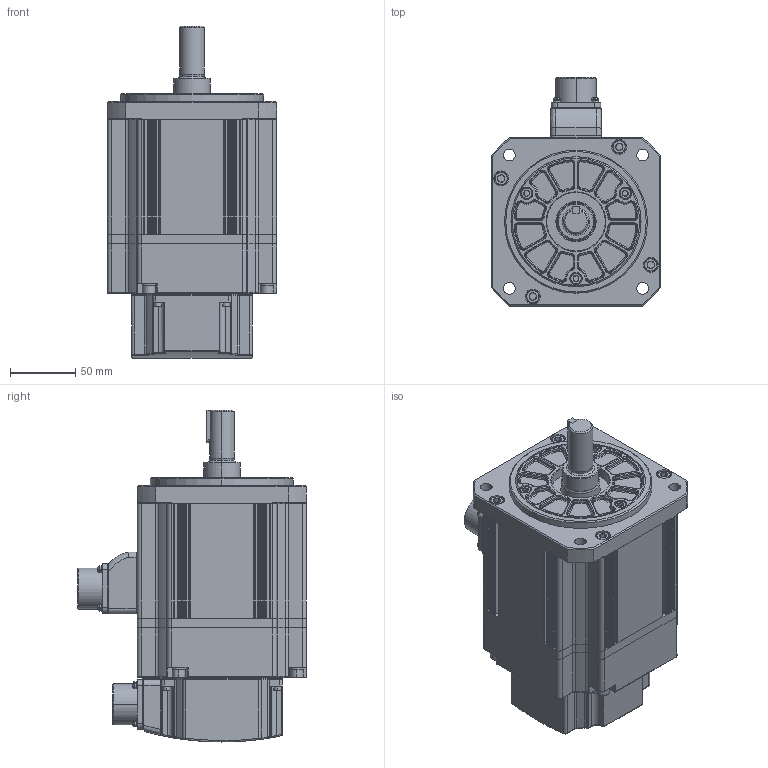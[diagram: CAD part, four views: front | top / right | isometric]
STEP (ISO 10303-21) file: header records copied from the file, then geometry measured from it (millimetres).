
FILE_DESCRIPTION (( 'STEP AP214' ), '1' );
FILE_NAME ('FMP13GA003G02_Out Line(APM-FEP15A_K2) r1 nc fxt.STEP', '2022-02-17T12:59:19', ( '' ), ( '' ), 'SwSTEP 2.0', 'SolidWorks 2017', '' );
FILE_SCHEMA (( 'AUTOMOTIVE_DESIGN' ));
Length unit declared in the file: inch
Products named in the file (1): FMP13GA003G02_Out Line(APM-FEP15A_K2) r1 nc fxt
Bounding box: 130 x 176.05 x 255.3 mm (x, y, z)
Volume: 2692315.6 mm3; surface area: 342541.3 mm2
Topology: 57 solids, 57 shells, 2214 faces, 5569 edges, 3526 vertices
Faces by surface type: cylinder 841, plane 729, bspline 321, cone 233, torus 90
Entity records: 79883 total; most frequent: CARTESIAN_POINT 26830, ORIENTED_EDGE 11022, DIRECTION 10866, EDGE_CURVE 5511, AXIS2_PLACEMENT_3D 4156, VERTEX_POINT 3526, VECTOR 2554, LINE 2554
